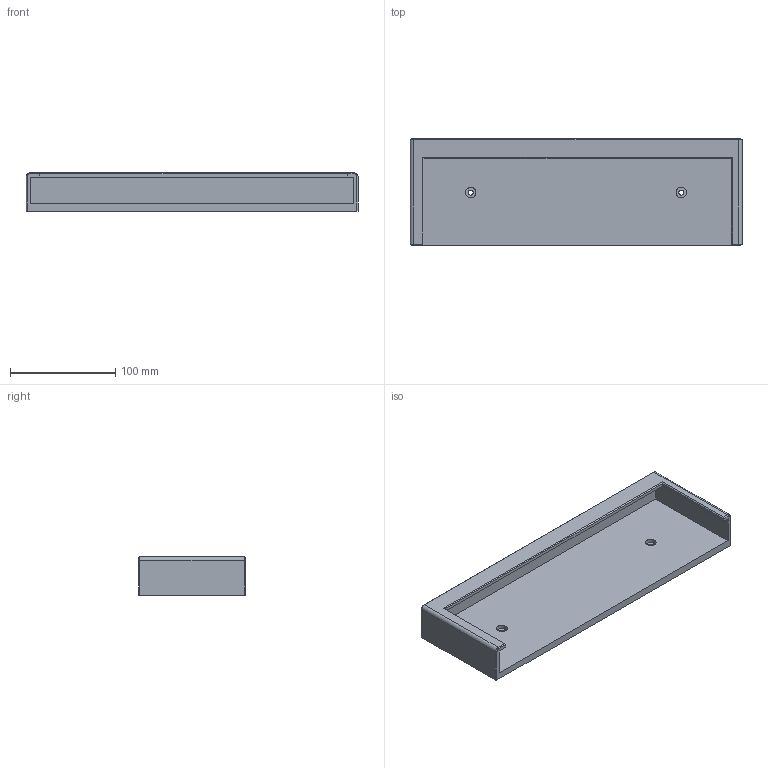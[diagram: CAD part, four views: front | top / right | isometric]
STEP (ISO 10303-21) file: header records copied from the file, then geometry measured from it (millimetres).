
FILE_DESCRIPTION(('HOOPS Exchange Step'),'2;1');
FILE_NAME('temp_export','2022-07-18T12:22:47-04:00',('mikearmstrong'),('Shapr3D Limited'),'HOOPS Exchange 2022.1','Shapr3D','Authorized');
FILE_SCHEMA( ('AP203_CONFIGURATION_CONTROLLED_3D_DESIGN_OF_MECHANICAL_PARTS_AND_ASSEMBLIES_MIM_LF') );
Length unit declared in the file: millimetre
Products named in the file (1): root
Bounding box: 315.28 x 101 x 36.4 mm (x, y, z)
Volume: 304080.4 mm3; surface area: 110492.2 mm2
Topology: 1 solids, 1 shells, 36 faces, 88 edges, 56 vertices
Faces by surface type: plane 26, cylinder 6, cone 4
Full cylindrical faces by diameter (mm): 4.75 x2, 10 x2
Entity records: 1078 total; most frequent: CARTESIAN_POINT 181, DIRECTION 180, ORIENTED_EDGE 176, EDGE_CURVE 88, VECTOR 70, LINE 70, VERTEX_POINT 56, AXIS2_PLACEMENT_3D 55
